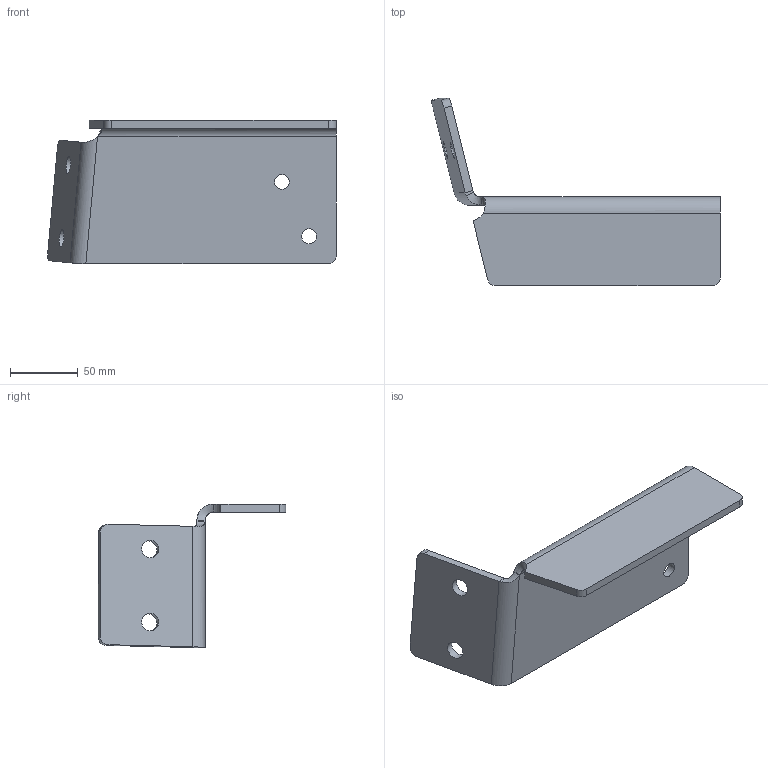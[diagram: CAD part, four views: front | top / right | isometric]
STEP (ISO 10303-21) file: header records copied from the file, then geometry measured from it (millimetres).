
FILE_DESCRIPTION(/* description */ ('Created by Publish Tool'),/* implementation_level */ '2;1');
FILE_NAME(/* name */ 'Pos.2_MIR_S 235_6mm_1pcs.stp',/* time_stamp */ '2025-08-21T08:38:09+02:00',/* author */ ('ys'),/* organization */ (''),/* preprocessor_version */ 'ST-DEVELOPER v20',/* originating_system */ 'Autodesk Inventor 2025',/* authorisation */ '');
FILE_SCHEMA (('AUTOMOTIVE_DESIGN { 1 0 10303 214 3 1 1 }'));
Length unit declared in the file: millimetre
Products named in the file (1): Pos.2_MIR
Bounding box: 212.36 x 138.13 x 105.6 mm (x, y, z)
Volume: 213018.1 mm3; surface area: 76907.1 mm2
Topology: 1 solids, 1 shells, 35 faces, 89 edges, 56 vertices
Faces by surface type: cylinder 15, plane 15, bspline 5
Full cylindrical faces by diameter (mm): 11 x2, 13 x2
Entity records: 1773 total; most frequent: CARTESIAN_POINT 848, ORIENTED_EDGE 178, DIRECTION 165, EDGE_CURVE 89, VERTEX_POINT 56, LINE 55, VECTOR 55, AXIS2_PLACEMENT_3D 55
